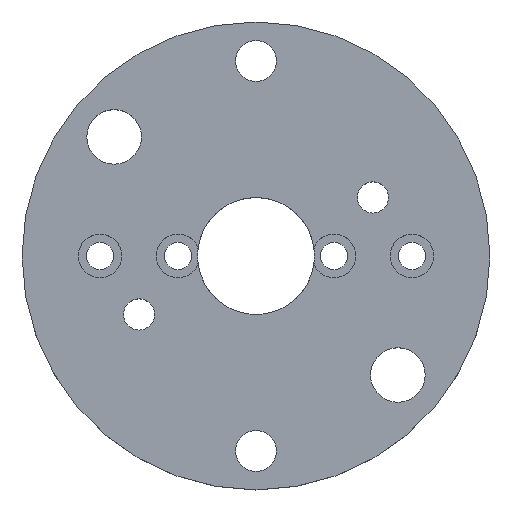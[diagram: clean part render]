
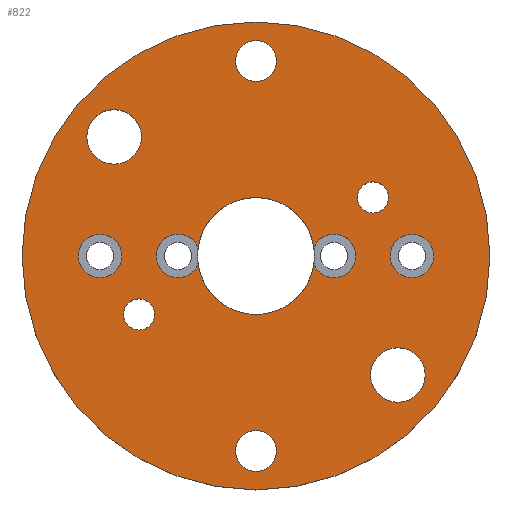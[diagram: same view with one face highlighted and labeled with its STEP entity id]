
A CAD part, top view. The second image highlights one B-rep face of the part: STEP entity #822.
In plain terms, the highlighted planar face has unit normal (0, 0, 1).
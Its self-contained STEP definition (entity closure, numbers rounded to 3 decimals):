
#129=CARTESIAN_POINT('',(0.,0.,15.));
#130=DIRECTION('',(0.,0.,1.));
#131=DIRECTION('',(1.,0.,0.));
#132=AXIS2_PLACEMENT_3D('',#129,#130,#131);
#134=CARTESIAN_POINT('',(0.,0.,15.));
#135=DIRECTION('',(0.,0.,1.));
#136=DIRECTION('',(-1.,0.,0.));
#137=AXIS2_PLACEMENT_3D('',#134,#135,#136);
#139=CARTESIAN_POINT('',(36.387,-30.532,15.));
#140=DIRECTION('',(0.,0.,-1.));
#141=DIRECTION('',(1.,0.,0.));
#142=AXIS2_PLACEMENT_3D('',#139,#140,#141);
#144=CARTESIAN_POINT('',(36.387,-30.532,15.));
#145=DIRECTION('',(0.,0.,-1.));
#146=DIRECTION('',(-1.,0.,0.));
#147=AXIS2_PLACEMENT_3D('',#144,#145,#146);
#149=CARTESIAN_POINT('',(-36.387,30.532,15.));
#150=DIRECTION('',(0.,0.,-1.));
#151=DIRECTION('',(1.,0.,0.));
#152=AXIS2_PLACEMENT_3D('',#149,#150,#151);
#154=CARTESIAN_POINT('',(-36.387,30.532,15.));
#155=DIRECTION('',(0.,0.,-1.));
#156=DIRECTION('',(-1.,0.,0.));
#157=AXIS2_PLACEMENT_3D('',#154,#155,#156);
#159=CARTESIAN_POINT('',(0.,-50.,15.));
#160=DIRECTION('',(0.,0.,-1.));
#161=DIRECTION('',(1.,0.,0.));
#162=AXIS2_PLACEMENT_3D('',#159,#160,#161);
#164=CARTESIAN_POINT('',(0.,-50.,15.));
#165=DIRECTION('',(0.,0.,-1.));
#166=DIRECTION('',(-1.,0.,0.));
#167=AXIS2_PLACEMENT_3D('',#164,#165,#166);
#169=CARTESIAN_POINT('',(0.,50.,15.));
#170=DIRECTION('',(0.,0.,-1.));
#171=DIRECTION('',(1.,0.,0.));
#172=AXIS2_PLACEMENT_3D('',#169,#170,#171);
#174=CARTESIAN_POINT('',(0.,50.,15.));
#175=DIRECTION('',(0.,0.,-1.));
#176=DIRECTION('',(-1.,0.,0.));
#177=AXIS2_PLACEMENT_3D('',#174,#175,#176);
#179=CARTESIAN_POINT('',(-40.,0.,15.));
#180=DIRECTION('',(0.,0.,1.));
#181=DIRECTION('',(-1.,0.,0.));
#182=AXIS2_PLACEMENT_3D('',#179,#180,#181);
#184=CARTESIAN_POINT('',(-40.,0.,15.));
#185=DIRECTION('',(0.,0.,1.));
#186=DIRECTION('',(1.,0.,0.));
#187=AXIS2_PLACEMENT_3D('',#184,#185,#186);
#189=CARTESIAN_POINT('',(40.,0.,15.));
#190=DIRECTION('',(0.,0.,-1.));
#191=DIRECTION('',(1.,0.,0.));
#192=AXIS2_PLACEMENT_3D('',#189,#190,#191);
#194=CARTESIAN_POINT('',(40.,0.,15.));
#195=DIRECTION('',(0.,0.,-1.));
#196=DIRECTION('',(-1.,0.,0.));
#197=AXIS2_PLACEMENT_3D('',#194,#195,#196);
#199=CARTESIAN_POINT('',(0.,0.,15.));
#200=DIRECTION('',(0.,0.,-1.));
#201=DIRECTION('',(-0.989,0.145,0.));
#202=AXIS2_PLACEMENT_3D('',#199,#200,#201);
#204=CARTESIAN_POINT('',(0.,0.,15.));
#205=DIRECTION('',(0.,0.,-1.));
#206=DIRECTION('',(0.989,-0.145,0.));
#207=AXIS2_PLACEMENT_3D('',#204,#205,#206);
#209=CARTESIAN_POINT('',(30.,15.,15.));
#210=DIRECTION('',(0.,0.,-1.));
#211=DIRECTION('',(0.,1.,0.));
#212=AXIS2_PLACEMENT_3D('',#209,#210,#211);
#214=CARTESIAN_POINT('',(30.,15.,15.));
#215=DIRECTION('',(0.,0.,-1.));
#216=DIRECTION('',(0.,-1.,0.));
#217=AXIS2_PLACEMENT_3D('',#214,#215,#216);
#219=CARTESIAN_POINT('',(-30.,-15.,15.));
#220=DIRECTION('',(0.,0.,-1.));
#221=DIRECTION('',(0.,1.,0.));
#222=AXIS2_PLACEMENT_3D('',#219,#220,#221);
#224=CARTESIAN_POINT('',(-30.,-15.,15.));
#225=DIRECTION('',(0.,0.,-1.));
#226=DIRECTION('',(0.,-1.,0.));
#227=AXIS2_PLACEMENT_3D('',#224,#225,#226);
#394=CARTESIAN_POINT('',(20.,0.,15.));
#395=DIRECTION('',(0.,0.,-1.));
#396=DIRECTION('',(-0.921,0.389,0.));
#397=AXIS2_PLACEMENT_3D('',#394,#395,#396);
#439=CARTESIAN_POINT('',(-20.,0.,15.));
#440=DIRECTION('',(0.,0.,-1.));
#441=DIRECTION('',(0.921,-0.389,0.));
#442=AXIS2_PLACEMENT_3D('',#439,#440,#441);
#509=CARTESIAN_POINT('',(60.,0.,15.));
#510=CARTESIAN_POINT('',(-60.,0.,15.));
#511=VERTEX_POINT('',#509);
#512=VERTEX_POINT('',#510);
#525=CARTESIAN_POINT('',(43.387,-30.532,15.));
#526=CARTESIAN_POINT('',(29.387,-30.532,15.));
#527=VERTEX_POINT('',#525);
#528=VERTEX_POINT('',#526);
#529=CARTESIAN_POINT('',(-29.387,30.532,15.));
#530=CARTESIAN_POINT('',(-43.387,30.532,15.));
#531=VERTEX_POINT('',#529);
#532=VERTEX_POINT('',#530);
#533=CARTESIAN_POINT('',(5.25,-50.,15.));
#534=CARTESIAN_POINT('',(-5.25,-50.,15.));
#535=VERTEX_POINT('',#533);
#536=VERTEX_POINT('',#534);
#541=CARTESIAN_POINT('',(5.25,50.,15.));
#542=CARTESIAN_POINT('',(-5.25,50.,15.));
#543=VERTEX_POINT('',#541);
#544=VERTEX_POINT('',#542);
#577=CARTESIAN_POINT('',(-45.6,0.,15.));
#578=CARTESIAN_POINT('',(-34.4,0.,15.));
#579=VERTEX_POINT('',#577);
#580=VERTEX_POINT('',#578);
#593=CARTESIAN_POINT('',(-14.841,-2.178,15.));
#594=VERTEX_POINT('',#593);
#597=CARTESIAN_POINT('',(-14.841,2.178,15.));
#598=VERTEX_POINT('',#597);
#611=CARTESIAN_POINT('',(45.6,0.,15.));
#612=VERTEX_POINT('',#611);
#613=CARTESIAN_POINT('',(34.4,0.,15.));
#614=VERTEX_POINT('',#613);
#629=CARTESIAN_POINT('',(14.841,-2.178,15.));
#630=VERTEX_POINT('',#629);
#631=CARTESIAN_POINT('',(14.841,2.178,15.));
#632=VERTEX_POINT('',#631);
#641=CARTESIAN_POINT('',(30.,19.,15.));
#642=CARTESIAN_POINT('',(30.,11.,15.));
#643=VERTEX_POINT('',#641);
#644=VERTEX_POINT('',#642);
#645=CARTESIAN_POINT('',(-30.,-11.,15.));
#646=CARTESIAN_POINT('',(-30.,-19.,15.));
#647=VERTEX_POINT('',#645);
#648=VERTEX_POINT('',#646);
#755=CARTESIAN_POINT('',(0.,0.,15.));
#756=DIRECTION('',(0.,0.,1.));
#757=DIRECTION('',(1.,0.,0.));
#758=AXIS2_PLACEMENT_3D('',#755,#756,#757);
#759=PLANE('',#758);
#760=ORIENTED_EDGE('',*,*,#735,.F.);
#761=ORIENTED_EDGE('',*,*,#749,.F.);
#762=EDGE_LOOP('',(#760,#761));
#763=FACE_OUTER_BOUND('',#762,.F.);
#765=ORIENTED_EDGE('',*,*,#764,.F.);
#767=ORIENTED_EDGE('',*,*,#766,.F.);
#768=EDGE_LOOP('',(#765,#767));
#769=FACE_BOUND('',#768,.F.);
#771=ORIENTED_EDGE('',*,*,#770,.F.);
#773=ORIENTED_EDGE('',*,*,#772,.F.);
#774=EDGE_LOOP('',(#771,#773));
#775=FACE_BOUND('',#774,.F.);
#777=ORIENTED_EDGE('',*,*,#776,.F.);
#779=ORIENTED_EDGE('',*,*,#778,.F.);
#780=EDGE_LOOP('',(#777,#779));
#781=FACE_BOUND('',#780,.F.);
#783=ORIENTED_EDGE('',*,*,#782,.F.);
#785=ORIENTED_EDGE('',*,*,#784,.F.);
#786=EDGE_LOOP('',(#783,#785));
#787=FACE_BOUND('',#786,.F.);
#789=ORIENTED_EDGE('',*,*,#788,.T.);
#791=ORIENTED_EDGE('',*,*,#790,.T.);
#792=EDGE_LOOP('',(#789,#791));
#793=FACE_BOUND('',#792,.F.);
#795=ORIENTED_EDGE('',*,*,#794,.F.);
#797=ORIENTED_EDGE('',*,*,#796,.F.);
#798=EDGE_LOOP('',(#795,#797));
#799=FACE_BOUND('',#798,.F.);
#801=ORIENTED_EDGE('',*,*,#800,.F.);
#803=ORIENTED_EDGE('',*,*,#802,.F.);
#805=ORIENTED_EDGE('',*,*,#804,.F.);
#807=ORIENTED_EDGE('',*,*,#806,.F.);
#808=EDGE_LOOP('',(#801,#803,#805,#807));
#809=FACE_BOUND('',#808,.F.);
#811=ORIENTED_EDGE('',*,*,#810,.F.);
#813=ORIENTED_EDGE('',*,*,#812,.F.);
#814=EDGE_LOOP('',(#811,#813));
#815=FACE_BOUND('',#814,.F.);
#817=ORIENTED_EDGE('',*,*,#816,.F.);
#819=ORIENTED_EDGE('',*,*,#818,.F.);
#820=EDGE_LOOP('',(#817,#819));
#821=FACE_BOUND('',#820,.F.);
#822=ADVANCED_FACE('',(#763,#769,#775,#781,#787,#793,#799,#809,#815,#821),#759,
.T.);
#133=CIRCLE('',#132,60.);
#138=CIRCLE('',#137,60.);
#143=CIRCLE('',#142,7.);
#148=CIRCLE('',#147,7.);
#153=CIRCLE('',#152,7.);
#158=CIRCLE('',#157,7.);
#163=CIRCLE('',#162,5.25);
#168=CIRCLE('',#167,5.25);
#173=CIRCLE('',#172,5.25);
#178=CIRCLE('',#177,5.25);
#183=CIRCLE('',#182,5.6);
#188=CIRCLE('',#187,5.6);
#193=CIRCLE('',#192,5.6);
#198=CIRCLE('',#197,5.6);
#203=CIRCLE('',#202,15.);
#208=CIRCLE('',#207,15.);
#213=CIRCLE('',#212,4.);
#218=CIRCLE('',#217,4.);
#223=CIRCLE('',#222,4.);
#228=CIRCLE('',#227,4.);
#398=CIRCLE('',#397,5.6);
#443=CIRCLE('',#442,5.6);
#735=EDGE_CURVE('',#511,#512,#133,.T.);
#749=EDGE_CURVE('',#512,#511,#138,.T.);
#764=EDGE_CURVE('',#527,#528,#143,.T.);
#766=EDGE_CURVE('',#528,#527,#148,.T.);
#770=EDGE_CURVE('',#531,#532,#153,.T.);
#772=EDGE_CURVE('',#532,#531,#158,.T.);
#776=EDGE_CURVE('',#535,#536,#163,.T.);
#778=EDGE_CURVE('',#536,#535,#168,.T.);
#782=EDGE_CURVE('',#543,#544,#173,.T.);
#784=EDGE_CURVE('',#544,#543,#178,.T.);
#788=EDGE_CURVE('',#579,#580,#183,.T.);
#790=EDGE_CURVE('',#580,#579,#188,.T.);
#794=EDGE_CURVE('',#612,#614,#193,.T.);
#796=EDGE_CURVE('',#614,#612,#198,.T.);
#800=EDGE_CURVE('',#632,#630,#398,.T.);
#802=EDGE_CURVE('',#598,#632,#203,.T.);
#804=EDGE_CURVE('',#594,#598,#443,.T.);
#806=EDGE_CURVE('',#630,#594,#208,.T.);
#810=EDGE_CURVE('',#643,#644,#213,.T.);
#812=EDGE_CURVE('',#644,#643,#218,.T.);
#816=EDGE_CURVE('',#647,#648,#223,.T.);
#818=EDGE_CURVE('',#648,#647,#228,.T.);
